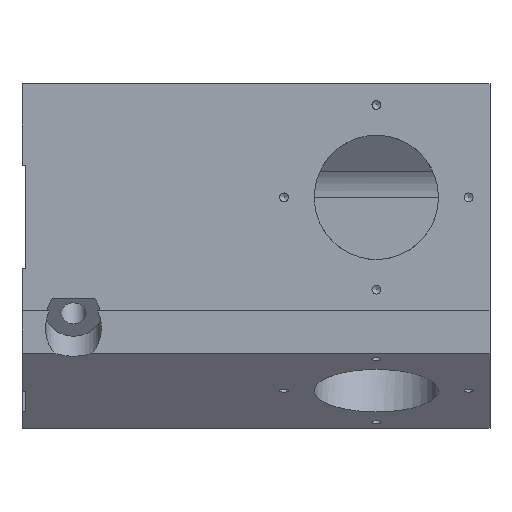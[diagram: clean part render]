
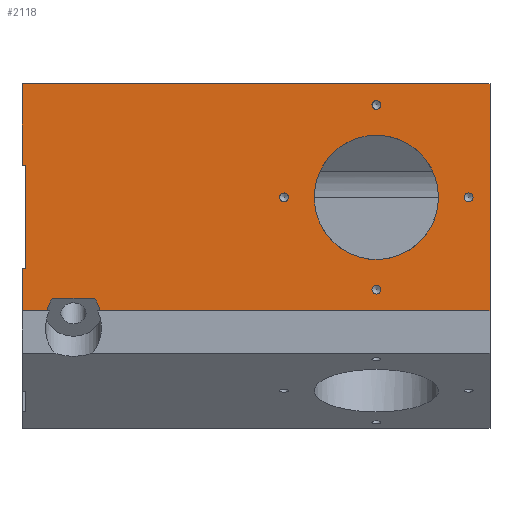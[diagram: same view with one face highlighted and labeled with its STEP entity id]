
A CAD part, front view. The second image highlights one B-rep face of the part: STEP entity #2118.
In plain terms, the highlighted planar face has unit normal (0, -1, 0).
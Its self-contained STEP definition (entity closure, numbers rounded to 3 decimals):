
#15=ELLIPSE('',#2316,9.612,7.874);
#21=ELLIPSE('',#2322,9.612,7.874);
#34=LINE('',#3065,#171);
#83=LINE('',#3249,#220);
#111=LINE('',#3466,#248);
#112=LINE('',#3508,#249);
#113=LINE('',#3510,#250);
#114=LINE('',#3512,#251);
#115=LINE('',#3513,#252);
#116=LINE('',#3515,#253);
#117=LINE('',#3517,#254);
#118=LINE('',#3518,#255);
#171=VECTOR('',#2443,29.036);
#220=VECTOR('',#2634,64.006);
#248=VECTOR('',#2780,11.825);
#249=VECTOR('',#2807,109.723);
#250=VECTOR('',#2808,131.774);
#251=VECTOR('',#2809,23.);
#252=VECTOR('',#2810,1.);
#253=VECTOR('',#2811,1.);
#254=VECTOR('',#2812,11.969);
#255=VECTOR('',#2813,6.948);
#325=PLANE('',#2325);
#529=FACE_BOUND('',#804,.T.);
#530=FACE_BOUND('',#805,.T.);
#531=FACE_BOUND('',#806,.T.);
#532=FACE_BOUND('',#807,.T.);
#533=FACE_BOUND('',#808,.T.);
#646=FACE_OUTER_BOUND('',#803,.T.);
#803=EDGE_LOOP('',(#1734,#1735,#1736,#1737,#1738,#1739,#1740,#1741,#1742,
#1743,#1744,#1745));
#804=EDGE_LOOP('',(#1746));
#805=EDGE_LOOP('',(#1747));
#806=EDGE_LOOP('',(#1748));
#807=EDGE_LOOP('',(#1749));
#808=EDGE_LOOP('',(#1750));
#949=CIRCLE('',#2274,1.23);
#951=CIRCLE('',#2278,1.23);
#953=CIRCLE('',#2282,1.23);
#955=CIRCLE('',#2286,1.23);
#970=CIRCLE('',#2326,17.5);
#1017=VERTEX_POINT('',#3062);
#1018=VERTEX_POINT('',#3064);
#1081=VERTEX_POINT('',#3246);
#1082=VERTEX_POINT('',#3248);
#1097=VERTEX_POINT('',#3289);
#1099=VERTEX_POINT('',#3295);
#1101=VERTEX_POINT('',#3301);
#1103=VERTEX_POINT('',#3307);
#1134=VERTEX_POINT('',#3464);
#1135=VERTEX_POINT('',#3465);
#1137=VERTEX_POINT('',#3471);
#1142=VERTEX_POINT('',#3481);
#1145=VERTEX_POINT('',#3509);
#1146=VERTEX_POINT('',#3511);
#1147=VERTEX_POINT('',#3514);
#1148=VERTEX_POINT('',#3516);
#1149=VERTEX_POINT('',#3519);
#1216=EDGE_CURVE('',#1018,#1017,#34,.T.);
#1300=EDGE_CURVE('',#1082,#1081,#83,.T.);
#1316=EDGE_CURVE('',#1097,#1097,#949,.T.);
#1318=EDGE_CURVE('',#1099,#1099,#951,.T.);
#1320=EDGE_CURVE('',#1101,#1101,#953,.T.);
#1322=EDGE_CURVE('',#1103,#1103,#955,.T.);
#1362=EDGE_CURVE('',#1134,#1135,#111,.T.);
#1365=EDGE_CURVE('',#1137,#1134,#15,.T.);
#1371=EDGE_CURVE('',#1135,#1142,#21,.T.);
#1374=EDGE_CURVE('',#1142,#1082,#112,.T.);
#1375=EDGE_CURVE('',#1145,#1081,#113,.T.);
#1376=EDGE_CURVE('',#1145,#1146,#114,.T.);
#1377=EDGE_CURVE('',#1146,#1018,#115,.T.);
#1378=EDGE_CURVE('',#1017,#1147,#116,.T.);
#1379=EDGE_CURVE('',#1147,#1148,#117,.T.);
#1380=EDGE_CURVE('',#1148,#1137,#118,.T.);
#1381=EDGE_CURVE('',#1149,#1149,#970,.T.);
#1734=ORIENTED_EDGE('',*,*,#1365,.T.);
#1735=ORIENTED_EDGE('',*,*,#1362,.T.);
#1736=ORIENTED_EDGE('',*,*,#1371,.T.);
#1737=ORIENTED_EDGE('',*,*,#1374,.T.);
#1738=ORIENTED_EDGE('',*,*,#1300,.T.);
#1739=ORIENTED_EDGE('',*,*,#1375,.F.);
#1740=ORIENTED_EDGE('',*,*,#1376,.T.);
#1741=ORIENTED_EDGE('',*,*,#1377,.T.);
#1742=ORIENTED_EDGE('',*,*,#1216,.T.);
#1743=ORIENTED_EDGE('',*,*,#1378,.T.);
#1744=ORIENTED_EDGE('',*,*,#1379,.T.);
#1745=ORIENTED_EDGE('',*,*,#1380,.T.);
#1746=ORIENTED_EDGE('',*,*,#1316,.T.);
#1747=ORIENTED_EDGE('',*,*,#1318,.T.);
#1748=ORIENTED_EDGE('',*,*,#1320,.T.);
#1749=ORIENTED_EDGE('',*,*,#1322,.T.);
#1750=ORIENTED_EDGE('',*,*,#1381,.T.);
#2118=ADVANCED_FACE('',(#646,#529,#530,#531,#532,#533),#325,.T.);
#2274=AXIS2_PLACEMENT_3D('',#3290,#2680,#2681);
#2278=AXIS2_PLACEMENT_3D('',#3296,#2688,#2689);
#2282=AXIS2_PLACEMENT_3D('',#3302,#2696,#2697);
#2286=AXIS2_PLACEMENT_3D('',#3308,#2704,#2705);
#2316=AXIS2_PLACEMENT_3D('',#3472,#2787,#2788);
#2322=AXIS2_PLACEMENT_3D('',#3483,#2799,#2800);
#2325=AXIS2_PLACEMENT_3D('',#3507,#2805,#2806);
#2326=AXIS2_PLACEMENT_3D('',#3520,#2814,#2815);
#2443=DIRECTION('',(0.,0.,-1.));
#2634=DIRECTION('',(0.,0.,1.));
#2680=DIRECTION('center_axis',(0.,1.,0.));
#2681=DIRECTION('ref_axis',(1.,0.,0.));
#2688=DIRECTION('center_axis',(0.,1.,0.));
#2689=DIRECTION('ref_axis',(1.,0.,0.));
#2696=DIRECTION('center_axis',(0.,1.,0.));
#2697=DIRECTION('ref_axis',(1.,0.,0.));
#2704=DIRECTION('center_axis',(0.,1.,0.));
#2705=DIRECTION('ref_axis',(1.,0.,0.));
#2780=DIRECTION('',(1.,0.,0.));
#2787=DIRECTION('center_axis',(0.,1.,0.));
#2788=DIRECTION('ref_axis',(0.,0.,1.));
#2799=DIRECTION('center_axis',(0.,1.,0.));
#2800=DIRECTION('ref_axis',(0.,0.,1.));
#2805=DIRECTION('center_axis',(0.,-1.,0.));
#2806=DIRECTION('ref_axis',(0.,0.,-1.));
#2807=DIRECTION('',(1.,0.,0.));
#2808=DIRECTION('',(1.,0.,0.));
#2809=DIRECTION('',(0.,0.,-1.));
#2810=DIRECTION('',(1.,0.,0.));
#2811=DIRECTION('',(-1.,0.,0.));
#2812=DIRECTION('',(0.,0.,-1.));
#2813=DIRECTION('',(1.,0.,0.));
#2814=DIRECTION('center_axis',(0.,1.,0.));
#2815=DIRECTION('ref_axis',(-1.,0.,0.));
#3062=CARTESIAN_POINT('',(-71.,798.287,-292.368));
#3064=CARTESIAN_POINT('',(-71.,798.287,-263.331));
#3065=CARTESIAN_POINT('',(-71.,798.287,-301.137));
#3246=CARTESIAN_POINT('',(59.774,798.287,-240.331));
#3248=CARTESIAN_POINT('',(59.774,798.287,-304.337));
#3249=CARTESIAN_POINT('',(59.774,798.287,-240.331));
#3289=CARTESIAN_POINT('',(3.004,798.287,-272.337));
#3290=CARTESIAN_POINT('Origin',(1.774,798.287,-272.337));
#3295=CARTESIAN_POINT('',(55.004,798.287,-272.337));
#3296=CARTESIAN_POINT('Origin',(53.774,798.287,-272.337));
#3301=CARTESIAN_POINT('',(29.004,798.287,-246.337));
#3302=CARTESIAN_POINT('Origin',(27.774,798.287,-246.337));
#3307=CARTESIAN_POINT('',(29.004,798.287,-298.337));
#3308=CARTESIAN_POINT('Origin',(27.774,798.287,-298.337));
#3464=CARTESIAN_POINT('',(-63.413,798.287,-300.711));
#3465=CARTESIAN_POINT('',(-51.587,798.287,-300.711));
#3466=CARTESIAN_POINT('',(-28.75,798.287,-300.711));
#3471=CARTESIAN_POINT('',(-65.052,798.287,-304.337));
#3472=CARTESIAN_POINT('Origin',(-57.5,798.287,-307.059));
#3481=CARTESIAN_POINT('',(-49.948,798.287,-304.337));
#3483=CARTESIAN_POINT('Origin',(-57.5,798.287,-307.059));
#3507=CARTESIAN_POINT('Origin',(0.,798.287,-304.337));
#3508=CARTESIAN_POINT('',(0.,798.287,-304.337));
#3509=CARTESIAN_POINT('',(-72.,798.287,-240.331));
#3510=CARTESIAN_POINT('',(0.,798.287,-240.331));
#3511=CARTESIAN_POINT('',(-72.,798.287,-263.331));
#3512=CARTESIAN_POINT('',(-72.,798.287,-240.331));
#3513=CARTESIAN_POINT('',(0.,798.287,-263.331));
#3514=CARTESIAN_POINT('',(-72.,798.287,-292.368));
#3515=CARTESIAN_POINT('',(0.,798.287,-292.368));
#3516=CARTESIAN_POINT('',(-72.,798.287,-304.337));
#3517=CARTESIAN_POINT('',(-72.,798.287,-240.331));
#3518=CARTESIAN_POINT('',(0.,798.287,-304.337));
#3519=CARTESIAN_POINT('',(45.274,798.287,-272.337));
#3520=CARTESIAN_POINT('Origin',(27.774,798.287,-272.337));
